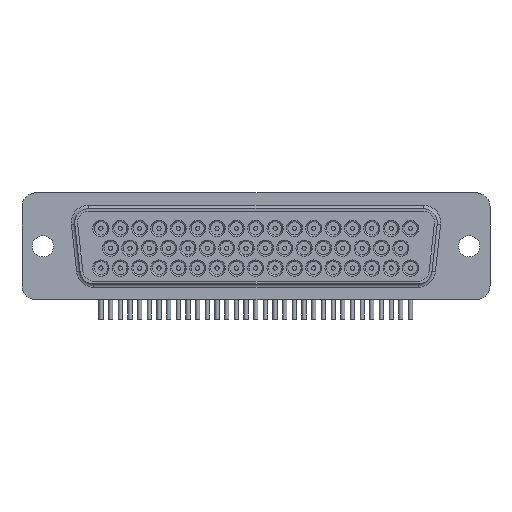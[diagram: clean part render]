
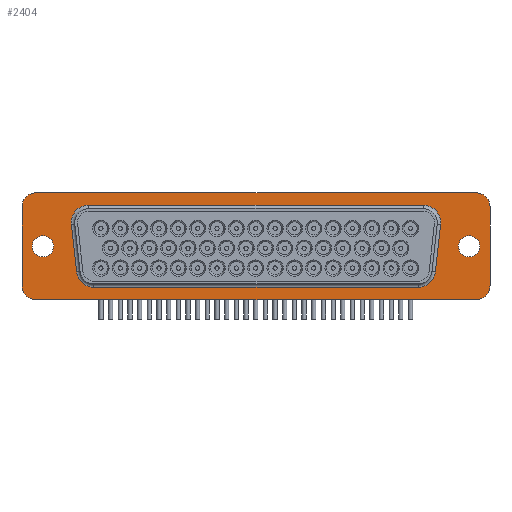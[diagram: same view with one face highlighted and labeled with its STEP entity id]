
A CAD part, front view. The second image highlights one B-rep face of the part: STEP entity #2404.
In plain terms, the highlighted planar face has unit normal (0, -1, 0).
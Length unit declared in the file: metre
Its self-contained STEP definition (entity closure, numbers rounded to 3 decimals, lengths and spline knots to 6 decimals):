
#2404 = ADVANCED_FACE( '', ( #3111, #3112, #3113, #3114 ), #3115, .T. );
#3111 = FACE_BOUND( '', #4142, .T. );
#3112 = FACE_BOUND( '', #4143, .T. );
#3113 = FACE_BOUND( '', #4144, .T. );
#3114 = FACE_OUTER_BOUND( '', #4145, .T. );
#3115 = PLANE( '', #4146 );
#4142 = EDGE_LOOP( '', ( #4775, #4776, #4777, #4778, #4779, #4780, #4781, #4782 ) );
#4143 = EDGE_LOOP( '', ( #4783 ) );
#4144 = EDGE_LOOP( '', ( #4784 ) );
#4145 = EDGE_LOOP( '', ( #4785, #4786, #4787, #4788, #4789, #4790, #4791, #4792 ) );
#4146 = AXIS2_PLACEMENT_3D( '', #4793, #4794, #4795 );
#4775 = ORIENTED_EDGE( '', *, *, #5509, .T. );
#4776 = ORIENTED_EDGE( '', *, *, #5504, .T. );
#4777 = ORIENTED_EDGE( '', *, *, #5511, .T. );
#4778 = ORIENTED_EDGE( '', *, *, #5516, .T. );
#4779 = ORIENTED_EDGE( '', *, *, #5522, .T. );
#4780 = ORIENTED_EDGE( '', *, *, #5524, .T. );
#4781 = ORIENTED_EDGE( '', *, *, #5520, .T. );
#4782 = ORIENTED_EDGE( '', *, *, #5514, .T. );
#4783 = ORIENTED_EDGE( '', *, *, #5502, .F. );
#4784 = ORIENTED_EDGE( '', *, *, #5501, .F. );
#4785 = ORIENTED_EDGE( '', *, *, #5497, .F. );
#4786 = ORIENTED_EDGE( '', *, *, #5500, .T. );
#4787 = ORIENTED_EDGE( '', *, *, #5543, .T. );
#4788 = ORIENTED_EDGE( '', *, *, #5544, .T. );
#4789 = ORIENTED_EDGE( '', *, *, #5545, .T. );
#4790 = ORIENTED_EDGE( '', *, *, #5546, .T. );
#4791 = ORIENTED_EDGE( '', *, *, #5547, .F. );
#4792 = ORIENTED_EDGE( '', *, *, #5548, .T. );
#4793 = CARTESIAN_POINT( '', ( 0.006471, -0.0009, -0.019161 ) );
#4794 = DIRECTION( '', ( 0., -1., 0. ) );
#4795 = DIRECTION( '', ( 1., 0., 0. ) );
#5497 = EDGE_CURVE( '', #6190, #6192, #6193, .T. );
#5500 = EDGE_CURVE( '', #6190, #6195, #6197, .T. );
#5501 = EDGE_CURVE( '', #6198, #6198, #6199, .T. );
#5502 = EDGE_CURVE( '', #6200, #6200, #6201, .T. );
#5504 = EDGE_CURVE( '', #6204, #6202, #6205, .F. );
#5509 = EDGE_CURVE( '', #6209, #6204, #6213, .F. );
#5511 = EDGE_CURVE( '', #6202, #6214, #6216, .F. );
#5514 = EDGE_CURVE( '', #6217, #6209, #6221, .T. );
#5516 = EDGE_CURVE( '', #6214, #6223, #6225, .F. );
#5520 = EDGE_CURVE( '', #6227, #6217, #6231, .F. );
#5522 = EDGE_CURVE( '', #6223, #6233, #6235, .F. );
#5524 = EDGE_CURVE( '', #6233, #6227, #6237, .T. );
#5543 = EDGE_CURVE( '', #6195, #6269, #6270, .T. );
#5544 = EDGE_CURVE( '', #6269, #6271, #6272, .T. );
#5545 = EDGE_CURVE( '', #6271, #6273, #6274, .T. );
#5546 = EDGE_CURVE( '', #6273, #6275, #6276, .T. );
#5547 = EDGE_CURVE( '', #6277, #6275, #6278, .T. );
#5548 = EDGE_CURVE( '', #6277, #6192, #6279, .T. );
#6190 = VERTEX_POINT( '', #6976 );
#6192 = VERTEX_POINT( '', #6979 );
#6193 = LINE( '', #6980, #6981 );
#6195 = VERTEX_POINT( '', #6984 );
#6197 = CIRCLE( '', #6987, 0.002 );
#6198 = VERTEX_POINT( '', #6988 );
#6199 = CIRCLE( '', #6989, 0.001525 );
#6200 = VERTEX_POINT( '', #6990 );
#6201 = CIRCLE( '', #6991, 0.001525 );
#6202 = VERTEX_POINT( '', #6992 );
#6204 = VERTEX_POINT( '', #6994 );
#6205 = LINE( '', #6995, #6996 );
#6209 = VERTEX_POINT( '', #7001 );
#6213 = CIRCLE( '', #7005, 0.0025 );
#6214 = VERTEX_POINT( '', #7006 );
#6216 = CIRCLE( '', #7008, 0.0025 );
#6217 = VERTEX_POINT( '', #7009 );
#6221 = LINE( '', #7014, #7015 );
#6223 = VERTEX_POINT( '', #7017 );
#6225 = LINE( '', #7019, #7020 );
#6227 = VERTEX_POINT( '', #7023 );
#6231 = CIRCLE( '', #7027, 0.0025 );
#6233 = VERTEX_POINT( '', #7029 );
#6235 = CIRCLE( '', #7031, 0.0025 );
#6237 = LINE( '', #7033, #7034 );
#6269 = VERTEX_POINT( '', #7078 );
#6270 = LINE( '', #7079, #7080 );
#6271 = VERTEX_POINT( '', #7081 );
#6272 = CIRCLE( '', #7082, 0.002 );
#6273 = VERTEX_POINT( '', #7083 );
#6274 = LINE( '', #7084, #7085 );
#6275 = VERTEX_POINT( '', #7086 );
#6276 = CIRCLE( '', #7087, 0.002 );
#6277 = VERTEX_POINT( '', #7088 );
#6278 = LINE( '', #7089, #7090 );
#6279 = CIRCLE( '', #7091, 0.002 );
#6976 = CARTESIAN_POINT( '', ( -0.025029, -0.0009, -0.011511 ) );
#6979 = CARTESIAN_POINT( '', ( 0.037971, -0.0009, -0.011511 ) );
#6980 = CARTESIAN_POINT( '', ( 0.006471, -0.0009, -0.011511 ) );
#6981 = VECTOR( '', #7257, 1. );
#6984 = CARTESIAN_POINT( '', ( -0.027029, -0.0009, -0.013511 ) );
#6987 = AXIS2_PLACEMENT_3D( '', #7260, #7261, #7262 );
#6988 = CARTESIAN_POINT( '', ( 0.036971, -0.0009, -0.020686 ) );
#6989 = AXIS2_PLACEMENT_3D( '', #7263, #7264, #7265 );
#6990 = CARTESIAN_POINT( '', ( -0.024029, -0.0009, -0.020686 ) );
#6991 = AXIS2_PLACEMENT_3D( '', #7266, #7267, #7268 );
#6992 = CARTESIAN_POINT( '', ( -0.016734, -0.0009, -0.025061 ) );
#6994 = CARTESIAN_POINT( '', ( 0.029676, -0.0009, -0.025061 ) );
#6995 = CARTESIAN_POINT( '', ( -0.016734, -0.0009, -0.025061 ) );
#6996 = VECTOR( '', #7272, 1. );
#7001 = CARTESIAN_POINT( '', ( 0.032162, -0.0009, -0.02283 ) );
#7005 = AXIS2_PLACEMENT_3D( '', #7283, #7284, #7285 );
#7006 = CARTESIAN_POINT( '', ( -0.019219, -0.0009, -0.02283 ) );
#7008 = AXIS2_PLACEMENT_3D( '', #7289, #7290, #7291 );
#7009 = CARTESIAN_POINT( '', ( 0.032898, -0.0009, -0.01603 ) );
#7014 = CARTESIAN_POINT( '', ( 0.032162, -0.0009, -0.02283 ) );
#7015 = VECTOR( '', #7296, 1. );
#7017 = CARTESIAN_POINT( '', ( -0.019956, -0.0009, -0.01603 ) );
#7019 = CARTESIAN_POINT( '', ( -0.019314, -0.0009, -0.021955 ) );
#7020 = VECTOR( '', #7300, 1. );
#7023 = CARTESIAN_POINT( '', ( 0.030413, -0.0009, -0.013261 ) );
#7027 = AXIS2_PLACEMENT_3D( '', #7308, #7309, #7310 );
#7029 = CARTESIAN_POINT( '', ( -0.01747, -0.0009, -0.013261 ) );
#7031 = AXIS2_PLACEMENT_3D( '', #7314, #7315, #7316 );
#7033 = CARTESIAN_POINT( '', ( 0.030413, -0.0009, -0.013261 ) );
#7034 = VECTOR( '', #7320, 1. );
#7078 = CARTESIAN_POINT( '', ( -0.027029, -0.0009, -0.024811 ) );
#7079 = CARTESIAN_POINT( '', ( -0.027029, -0.0009, -0.019161 ) );
#7080 = VECTOR( '', #7351, 1. );
#7081 = CARTESIAN_POINT( '', ( -0.025029, -0.0009, -0.026811 ) );
#7082 = AXIS2_PLACEMENT_3D( '', #7352, #7353, #7354 );
#7083 = CARTESIAN_POINT( '', ( 0.037971, -0.0009, -0.026811 ) );
#7084 = CARTESIAN_POINT( '', ( 0.006471, -0.0009, -0.026811 ) );
#7085 = VECTOR( '', #7355, 1. );
#7086 = CARTESIAN_POINT( '', ( 0.039971, -0.0009, -0.024811 ) );
#7087 = AXIS2_PLACEMENT_3D( '', #7356, #7357, #7358 );
#7088 = CARTESIAN_POINT( '', ( 0.039971, -0.0009, -0.013511 ) );
#7089 = CARTESIAN_POINT( '', ( 0.039971, -0.0009, -0.019161 ) );
#7090 = VECTOR( '', #7359, 1. );
#7091 = AXIS2_PLACEMENT_3D( '', #7360, #7361, #7362 );
#7257 = DIRECTION( '', ( 1., 0., 0. ) );
#7260 = CARTESIAN_POINT( '', ( -0.025029, -0.0009, -0.013511 ) );
#7261 = DIRECTION( '', ( 0., -1., 0. ) );
#7262 = DIRECTION( '', ( 0., 0., -1. ) );
#7263 = CARTESIAN_POINT( '', ( 0.036971, -0.0009, -0.019161 ) );
#7264 = DIRECTION( '', ( 0., -1., 0. ) );
#7265 = DIRECTION( '', ( 0., 0., -1. ) );
#7266 = CARTESIAN_POINT( '', ( -0.024029, -0.0009, -0.019161 ) );
#7267 = DIRECTION( '', ( 0., -1., 0. ) );
#7268 = DIRECTION( '', ( 0., 0., -1. ) );
#7272 = DIRECTION( '', ( 1., 0., 0. ) );
#7283 = CARTESIAN_POINT( '', ( 0.029676, -0.0009, -0.022561 ) );
#7284 = DIRECTION( '', ( 0., -1., 0. ) );
#7285 = DIRECTION( '', ( 0., 0., -1. ) );
#7289 = CARTESIAN_POINT( '', ( -0.016734, -0.0009, -0.022561 ) );
#7290 = DIRECTION( '', ( 0., -1., 0. ) );
#7291 = DIRECTION( '', ( 0., 0., -1. ) );
#7296 = DIRECTION( '', ( -0.108, 0., -0.994 ) );
#7300 = DIRECTION( '', ( 0.108, 0., -0.994 ) );
#7308 = CARTESIAN_POINT( '', ( 0.030413, -0.0009, -0.015761 ) );
#7309 = DIRECTION( '', ( 0., -1., 0. ) );
#7310 = DIRECTION( '', ( 0., 0., -1. ) );
#7314 = CARTESIAN_POINT( '', ( -0.01747, -0.0009, -0.015761 ) );
#7315 = DIRECTION( '', ( 0., -1., 0. ) );
#7316 = DIRECTION( '', ( 0., 0., -1. ) );
#7320 = DIRECTION( '', ( 1., 0., 0. ) );
#7351 = DIRECTION( '', ( 0., 0., -1. ) );
#7352 = CARTESIAN_POINT( '', ( -0.025029, -0.0009, -0.024811 ) );
#7353 = DIRECTION( '', ( 0., -1., 0. ) );
#7354 = DIRECTION( '', ( 0., 0., -1. ) );
#7355 = DIRECTION( '', ( 1., 0., 0. ) );
#7356 = CARTESIAN_POINT( '', ( 0.037971, -0.0009, -0.024811 ) );
#7357 = DIRECTION( '', ( 0., -1., 0. ) );
#7358 = DIRECTION( '', ( 0., 0., -1. ) );
#7359 = DIRECTION( '', ( 0., 0., -1. ) );
#7360 = CARTESIAN_POINT( '', ( 0.037971, -0.0009, -0.013511 ) );
#7361 = DIRECTION( '', ( 0., -1., 0. ) );
#7362 = DIRECTION( '', ( 0., 0., -1. ) );
